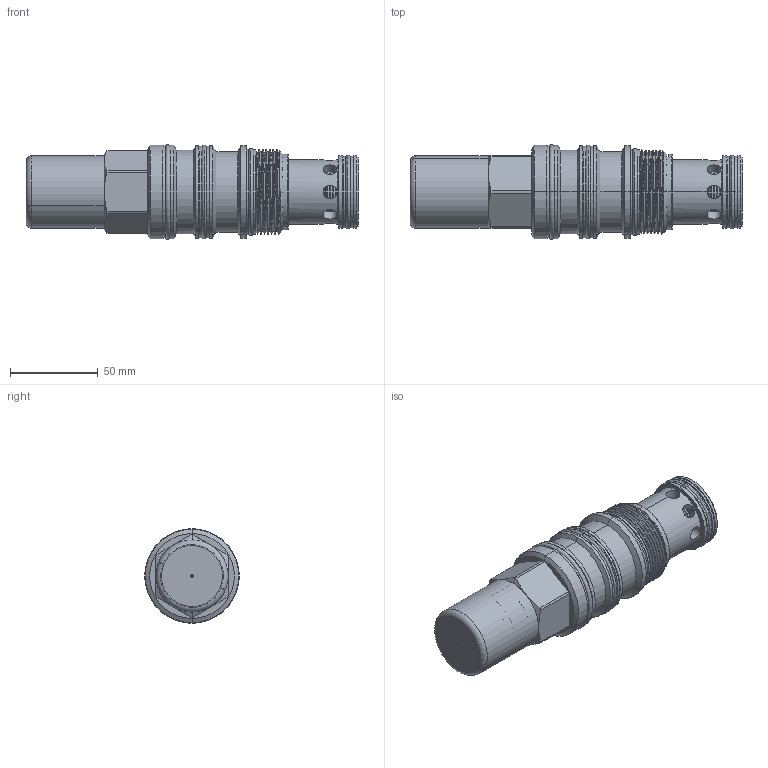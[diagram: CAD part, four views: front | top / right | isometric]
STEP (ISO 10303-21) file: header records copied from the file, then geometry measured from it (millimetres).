
FILE_DESCRIPTION (( 'STEP AP203' ), '1' );
FILE_NAME ('RV24A40-C.STEP', '2020-03-25T00:56:33', ( '' ), ( '' ), 'SwSTEP 2.0', 'SolidWorks 2018', '' );
FILE_SCHEMA (( 'CONFIG_CONTROL_DESIGN' ));
Products named in the file (1): RV24A40-C
Bounding box: 188.87 x 53.84 x 53.84 mm (x, y, z)
Volume: 253159.6 mm3; surface area: 58403.7 mm2
Topology: 9 solids, 9 shells, 884 faces, 2451 edges, 1511 vertices
Faces by surface type: cylinder 672, plane 79, cone 63, torus 57, bspline 9, sphere 4
Entity records: 61037 total; most frequent: CARTESIAN_POINT 39451, ORIENTED_EDGE 4898, DIRECTION 3696, EDGE_CURVE 2449, VERTEX_POINT 1511, AXIS2_PLACEMENT_3D 1502, EDGE_LOOP 1304, B_SPLINE_CURVE_WITH_KNOTS 1056
